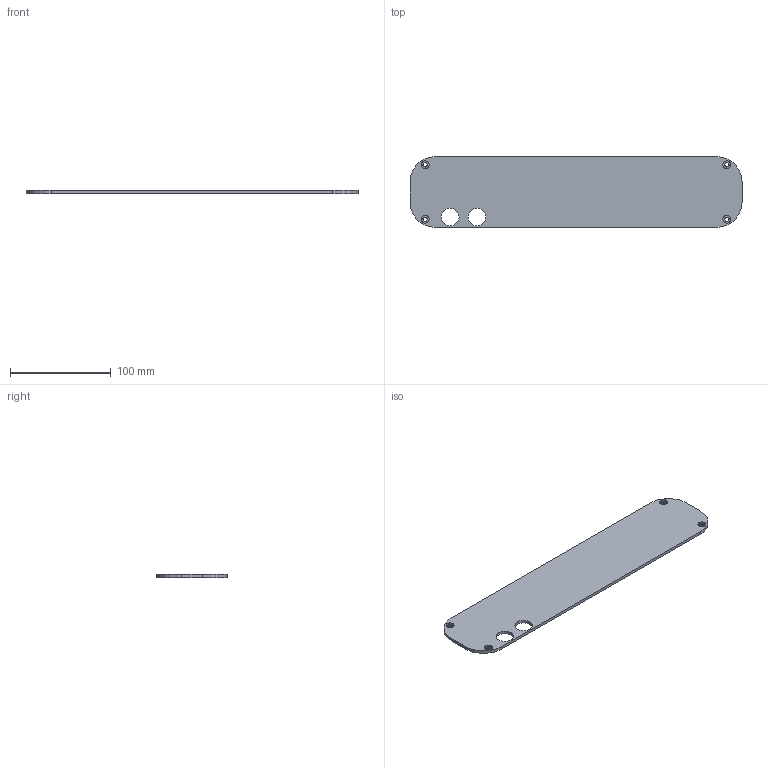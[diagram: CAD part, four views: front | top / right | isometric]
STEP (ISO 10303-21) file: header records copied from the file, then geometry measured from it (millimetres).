
FILE_DESCRIPTION(/* description */ (''),/* implementation_level */ '2;1');
FILE_NAME(/* name */ 'Clock Front Plate Frosted Acrylic.stp',/* time_stamp */ '2020-07-18T22:00:49+01:00',/* author */ ('dech3'),/* organization */ (''),/* preprocessor_version */ 'ST-DEVELOPER v18.1',/* originating_system */ 'Autodesk Inventor 2021',/* authorisation */ '');
FILE_SCHEMA (('AUTOMOTIVE_DESIGN { 1 0 10303 214 3 1 1 }'));
Length unit declared in the file: millimetre
Products named in the file (1): Clock Front Plate Frosted Acrylic
Bounding box: 330 x 70 x 3 mm (x, y, z)
Volume: 65787.1 mm3; surface area: 46904.9 mm2
Topology: 1 solids, 1 shells, 24 faces, 66 edges, 48 vertices
Faces by surface type: cylinder 14, plane 10
Full cylindrical faces by diameter (mm): 4.3 x4, 8 x4, 17.5 x2
Entity records: 913 total; most frequent: DIRECTION 156, CARTESIAN_POINT 139, ORIENTED_EDGE 132, EDGE_CURVE 66, AXIS2_PLACEMENT_3D 65, VERTEX_POINT 48, EDGE_LOOP 40, CIRCLE 40
